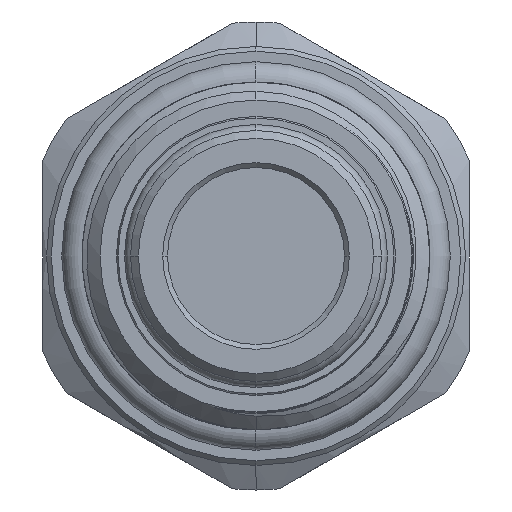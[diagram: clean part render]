
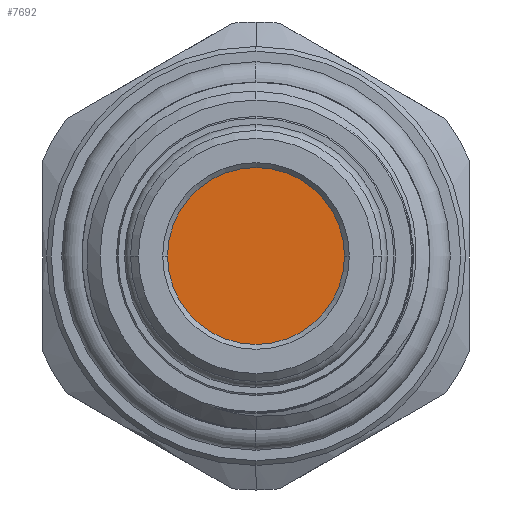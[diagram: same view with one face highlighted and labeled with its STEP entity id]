
A CAD part, left-side view. The second image highlights one B-rep face of the part: STEP entity #7692.
In plain terms, the highlighted planar face has unit normal (-1, 0, 0).
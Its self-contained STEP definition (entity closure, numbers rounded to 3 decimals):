
#3782 = DIRECTION ( 'NONE',  ( 1., 0., 0. ) ) ;
#3806 = AXIS2_PLACEMENT_3D ( 'NONE', #27832, #3782, #12775 ) ;
#5286 = CARTESIAN_POINT ( 'NONE',  ( -35.886, 0., 0. ) ) ;
#7292 = CIRCLE ( 'NONE', #30281, 5.596 ) ;
#7692 = ADVANCED_FACE ( 'NONE', ( #23648 ), #28823, .T. ) ;
#12632 = EDGE_CURVE ( 'NONE', #13237, #18913, #16759, .T. ) ;
#12775 = DIRECTION ( 'NONE',  ( 0., 0., 1. ) ) ;
#13237 = VERTEX_POINT ( 'NONE', #30765 ) ;
#13893 = DIRECTION ( 'NONE',  ( -1., 0., 0. ) ) ;
#14321 = CARTESIAN_POINT ( 'NONE',  ( -35.886, -5.596, 0. ) ) ;
#14968 = AXIS2_PLACEMENT_3D ( 'NONE', #5286, #13893, #37926 ) ;
#15352 = DIRECTION ( 'NONE',  ( 0., 0., 1. ) ) ;
#16759 = CIRCLE ( 'NONE', #3806, 5.596 ) ;
#17759 = EDGE_CURVE ( 'NONE', #18913, #13237, #7292, .T. ) ;
#18409 = ORIENTED_EDGE ( 'NONE', *, *, #17759, .F. ) ;
#18913 = VERTEX_POINT ( 'NONE', #14321 ) ;
#23648 = FACE_OUTER_BOUND ( 'NONE', #38350, .T. ) ;
#24593 = DIRECTION ( 'NONE',  ( 1., 0., 0. ) ) ;
#27832 = CARTESIAN_POINT ( 'NONE',  ( -35.886, 0., 0. ) ) ;
#28823 = PLANE ( 'NONE',  #14968 ) ;
#30281 = AXIS2_PLACEMENT_3D ( 'NONE', #36078, #24593, #15352 ) ;
#30765 = CARTESIAN_POINT ( 'NONE',  ( -35.886, 5.596, 0. ) ) ;
#31913 = ORIENTED_EDGE ( 'NONE', *, *, #12632, .F. ) ;
#36078 = CARTESIAN_POINT ( 'NONE',  ( -35.886, 0., 0. ) ) ;
#37926 = DIRECTION ( 'NONE',  ( 0., 0., 1. ) ) ;
#38350 = EDGE_LOOP ( 'NONE', ( #31913, #18409 ) ) ;
